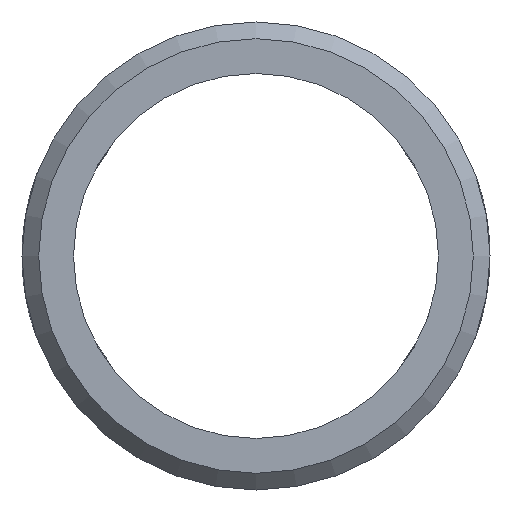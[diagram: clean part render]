
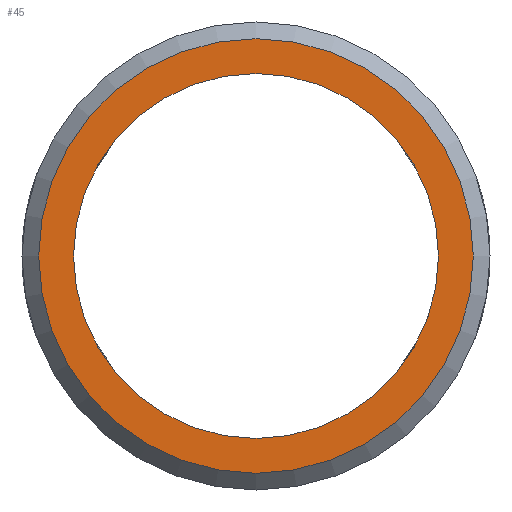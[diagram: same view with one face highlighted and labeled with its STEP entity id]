
A CAD part, front view. The second image highlights one B-rep face of the part: STEP entity #45.
In plain terms, the highlighted planar face has unit normal (0, -1, 0).
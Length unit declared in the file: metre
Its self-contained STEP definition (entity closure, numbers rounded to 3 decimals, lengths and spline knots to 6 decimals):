
#45 = ADVANCED_FACE( '', ( #85, #86 ), #87, .F. );
#85 = FACE_OUTER_BOUND( '', #132, .T. );
#86 = FACE_BOUND( '', #133, .T. );
#87 = PLANE( '', #134 );
#132 = EDGE_LOOP( '', ( #176 ) );
#133 = EDGE_LOOP( '', ( #177 ) );
#134 = AXIS2_PLACEMENT_3D( '', #178, #179, #180 );
#176 = ORIENTED_EDGE( '', *, *, #219, .T. );
#177 = ORIENTED_EDGE( '', *, *, #222, .F. );
#178 = CARTESIAN_POINT( '', ( 0., 0., 0. ) );
#179 = DIRECTION( '', ( 0., 1., 0. ) );
#180 = DIRECTION( '', ( 0., 0., 1. ) );
#219 = EDGE_CURVE( '', #239, #239, #240, .F. );
#222 = EDGE_CURVE( '', #244, #244, #245, .T. );
#239 = VERTEX_POINT( '', #267 );
#240 = CIRCLE( '', #268, 0.0065 );
#244 = VERTEX_POINT( '', #272 );
#245 = CIRCLE( '', #273, 0.005459 );
#267 = CARTESIAN_POINT( '', ( 0., 0., 0.0065 ) );
#268 = AXIS2_PLACEMENT_3D( '', #539, #540, #541 );
#272 = CARTESIAN_POINT( '', ( 0.005459, 0., 0. ) );
#273 = AXIS2_PLACEMENT_3D( '', #545, #546, #547 );
#539 = CARTESIAN_POINT( '', ( 0., 0., 0. ) );
#540 = DIRECTION( '', ( 0., 1., 0. ) );
#541 = DIRECTION( '', ( 0., 0., 1. ) );
#545 = CARTESIAN_POINT( '', ( 0., 0., 0. ) );
#546 = DIRECTION( '', ( 0., -1., 0. ) );
#547 = DIRECTION( '', ( 1., 0., 0. ) );
